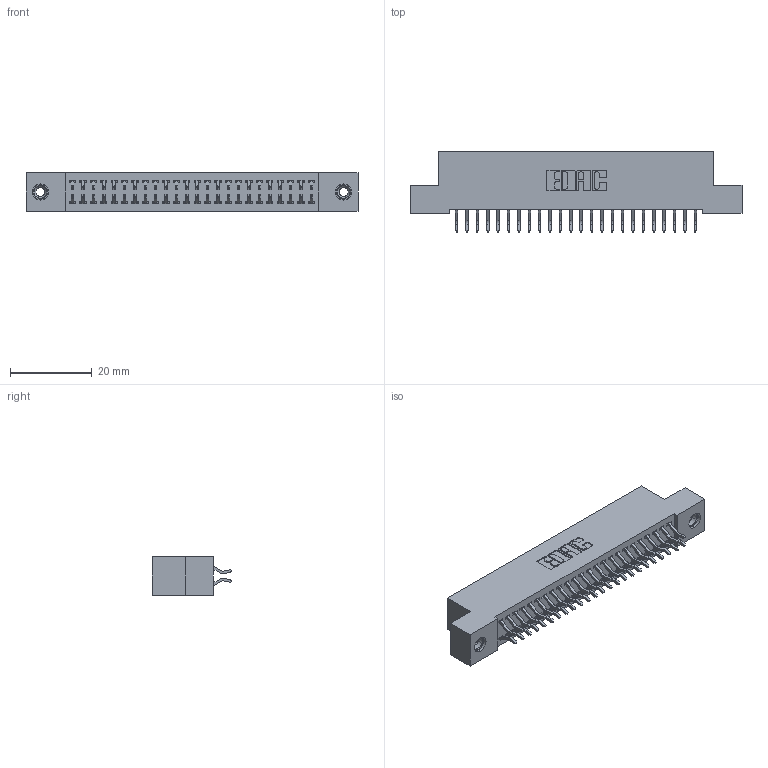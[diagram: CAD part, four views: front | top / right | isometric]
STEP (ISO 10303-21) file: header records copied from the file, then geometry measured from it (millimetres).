
FILE_DESCRIPTION (( 'STEP AP203' ), '1' );
FILE_NAME ('392-048-556-208.STEP', '2019-10-08T01:25:36', ( '' ), ( '' ), 'SwSTEP 2.0', 'SolidWorks 2016', '' );
FILE_SCHEMA (( 'CONFIG_CONTROL_DESIGN' ));
Length unit declared in the file: inch
Products named in the file (4): 342 Part_TI; 345-292-001_556 Tail; 345-250-001_345-250-003-102; 392-048-556-208
Assembly tree (51 placements, depth 2):
  392-048-556-208
    342 Part_TI
    345-292-001_556 Tail  x48
    345-250-001_345-250-003-102  x2
Bounding box: 81.28 x 19.58 x 9.4 mm (x, y, z)
Volume: 7210.9 mm3; surface area: 11257.7 mm2
Topology: 51 solids, 51 shells, 2954 faces, 8739 edges, 5754 vertices
Faces by surface type: plane 2018, cylinder 920, cone 12, torus 4
Entity records: 19042 total; most frequent: CARTESIAN_POINT 3173, ORIENTED_EDGE 3090, DIRECTION 2763, EDGE_CURVE 1545, VECTOR 1389, LINE 1389, VERTEX_POINT 1024, AXIS2_PLACEMENT_3D 687
